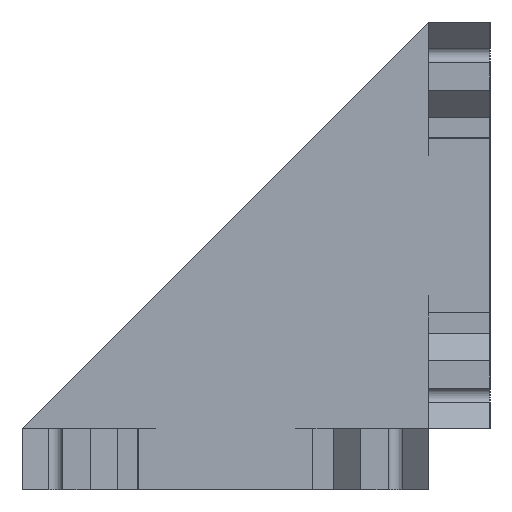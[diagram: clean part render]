
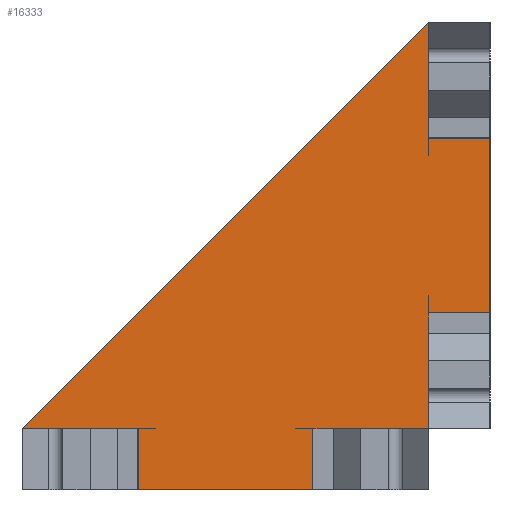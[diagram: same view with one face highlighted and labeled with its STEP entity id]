
A CAD part, left-side view. The second image highlights one B-rep face of the part: STEP entity #16333.
In plain terms, the highlighted planar face has unit normal (-1, 0, 0).
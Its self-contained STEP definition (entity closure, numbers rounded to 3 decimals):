
#607=FACE_OUTER_BOUND('',#1481,.T.);
#1481=EDGE_LOOP('',(#11120,#11121,#11122,#11123,#11124,#11125,#11126,#11127,
#11128,#11129,#11130));
#2405=LINE('',#23166,#4514);
#2415=LINE('',#23194,#4524);
#2660=LINE('',#23786,#4769);
#2699=LINE('',#23861,#4808);
#2700=LINE('',#23863,#4809);
#2701=LINE('',#23865,#4810);
#2702=LINE('',#23867,#4811);
#2703=LINE('',#23868,#4812);
#2704=LINE('',#23870,#4813);
#2705=LINE('',#23872,#4814);
#2706=LINE('',#23873,#4815);
#4514=VECTOR('',#18536,10.);
#4524=VECTOR('',#18554,10.);
#4769=VECTOR('',#18909,10.);
#4808=VECTOR('',#18966,10.);
#4809=VECTOR('',#18967,10.);
#4810=VECTOR('',#18968,10.);
#4811=VECTOR('',#18969,10.);
#4812=VECTOR('',#18970,10.);
#4813=VECTOR('',#18971,10.);
#4814=VECTOR('',#18972,10.);
#4815=VECTOR('',#18973,10.);
#6635=VERTEX_POINT('',#23163);
#6636=VERTEX_POINT('',#23165);
#6649=VERTEX_POINT('',#23191);
#6650=VERTEX_POINT('',#23193);
#6942=VERTEX_POINT('',#23784);
#6969=VERTEX_POINT('',#23860);
#6970=VERTEX_POINT('',#23862);
#6971=VERTEX_POINT('',#23864);
#6972=VERTEX_POINT('',#23866);
#6973=VERTEX_POINT('',#23869);
#6974=VERTEX_POINT('',#23871);
#8273=EDGE_CURVE('',#6636,#6635,#2405,.T.);
#8287=EDGE_CURVE('',#6650,#6649,#2415,.T.);
#8584=EDGE_CURVE('',#6635,#6942,#2660,.T.);
#8623=EDGE_CURVE('',#6969,#6942,#2699,.T.);
#8624=EDGE_CURVE('',#6969,#6970,#2700,.T.);
#8625=EDGE_CURVE('',#6971,#6970,#2701,.T.);
#8626=EDGE_CURVE('',#6971,#6972,#2702,.T.);
#8627=EDGE_CURVE('',#6650,#6972,#2703,.T.);
#8628=EDGE_CURVE('',#6649,#6973,#2704,.T.);
#8629=EDGE_CURVE('',#6974,#6973,#2705,.T.);
#8630=EDGE_CURVE('',#6636,#6974,#2706,.T.);
#11120=ORIENTED_EDGE('',*,*,#8584,.T.);
#11121=ORIENTED_EDGE('',*,*,#8623,.F.);
#11122=ORIENTED_EDGE('',*,*,#8624,.T.);
#11123=ORIENTED_EDGE('',*,*,#8625,.F.);
#11124=ORIENTED_EDGE('',*,*,#8626,.T.);
#11125=ORIENTED_EDGE('',*,*,#8627,.F.);
#11126=ORIENTED_EDGE('',*,*,#8287,.T.);
#11127=ORIENTED_EDGE('',*,*,#8628,.T.);
#11128=ORIENTED_EDGE('',*,*,#8629,.F.);
#11129=ORIENTED_EDGE('',*,*,#8630,.F.);
#11130=ORIENTED_EDGE('',*,*,#8273,.T.);
#15649=PLANE('',#17287);
#16333=ADVANCED_FACE('',(#607),#15649,.T.);
#17287=AXIS2_PLACEMENT_3D('',#23859,#18964,#18965);
#18536=DIRECTION('',(0.,0.,1.));
#18554=DIRECTION('',(0.,0.,1.));
#18909=DIRECTION('',(0.,0.707,-0.707));
#18964=DIRECTION('center_axis',(-1.,0.,0.));
#18965=DIRECTION('ref_axis',(0.,1.,0.));
#18966=DIRECTION('',(0.,1.,0.));
#18967=DIRECTION('',(0.,0.,-1.));
#18968=DIRECTION('',(0.,1.,0.));
#18969=DIRECTION('',(0.,0.,1.));
#18970=DIRECTION('',(0.,1.,0.));
#18971=DIRECTION('',(0.,-1.,0.));
#18972=DIRECTION('',(0.,0.,-1.));
#18973=DIRECTION('',(0.,-1.,0.));
#23163=CARTESIAN_POINT('',(-100.,5.,20.));
#23165=CARTESIAN_POINT('',(-100.,5.,14.3));
#23166=CARTESIAN_POINT('',(-100.,5.,0.));
#23191=CARTESIAN_POINT('',(-100.,5.,5.7));
#23193=CARTESIAN_POINT('',(-100.,5.,0.));
#23194=CARTESIAN_POINT('',(-100.,5.,0.));
#23784=CARTESIAN_POINT('',(-100.,25.,0.));
#23786=CARTESIAN_POINT('',(-100.,20.,5.));
#23859=CARTESIAN_POINT('Origin',(-100.,5.,0.));
#23860=CARTESIAN_POINT('',(-100.,19.3,0.));
#23861=CARTESIAN_POINT('',(-100.,5.,0.));
#23862=CARTESIAN_POINT('',(-100.,19.3,-3.));
#23863=CARTESIAN_POINT('',(-100.,19.3,-3.));
#23864=CARTESIAN_POINT('',(-100.,10.7,-3.));
#23865=CARTESIAN_POINT('',(-100.,5.,-3.));
#23866=CARTESIAN_POINT('',(-100.,10.7,0.));
#23867=CARTESIAN_POINT('',(-100.,10.7,-3.));
#23868=CARTESIAN_POINT('',(-100.,5.,0.));
#23869=CARTESIAN_POINT('',(-100.,2.,5.7));
#23870=CARTESIAN_POINT('',(-100.,5.,5.7));
#23871=CARTESIAN_POINT('',(-100.,2.,14.3));
#23872=CARTESIAN_POINT('',(-100.,2.,20.));
#23873=CARTESIAN_POINT('',(-100.,5.,14.3));
